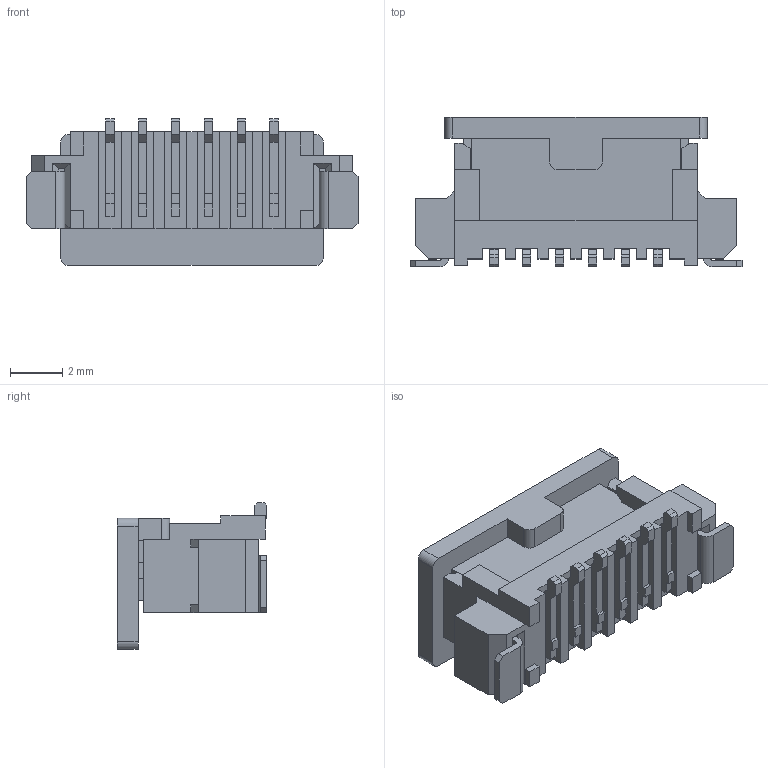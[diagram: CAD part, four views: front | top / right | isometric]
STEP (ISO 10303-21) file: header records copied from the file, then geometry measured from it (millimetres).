
FILE_DESCRIPTION((''),'2;1');
FILE_NAME('533980667','2021-04-22T',('gga'),(''),'PRO/ENGINEER BY PARAMETRIC TECHNOLOGY CORPORATION, 2016010','PRO/ENGINEER BY PARAMETRIC TECHNOLOGY CORPORATION, 2016010','');
FILE_SCHEMA(('CONFIG_CONTROL_DESIGN'));
Length unit declared in the file: millimetre
Products named in the file (1): 533980667
Bounding box: 12.65 x 5.7 x 5.6 mm (x, y, z)
Volume: 161.9 mm3; surface area: 563.4 mm2
Topology: 1 solids, 7 shells, 364 faces, 1077 edges, 729 vertices
Faces by surface type: plane 350, cylinder 14
Entity records: 11907 total; most frequent: CARTESIAN_POINT 2139, ORIENTED_EDGE 2076, DIRECTION 1830, VECTOR 1042, LINE 1042, EDGE_CURVE 1038, VERTEX_POINT 683, AXIS2_PLACEMENT_3D 394
